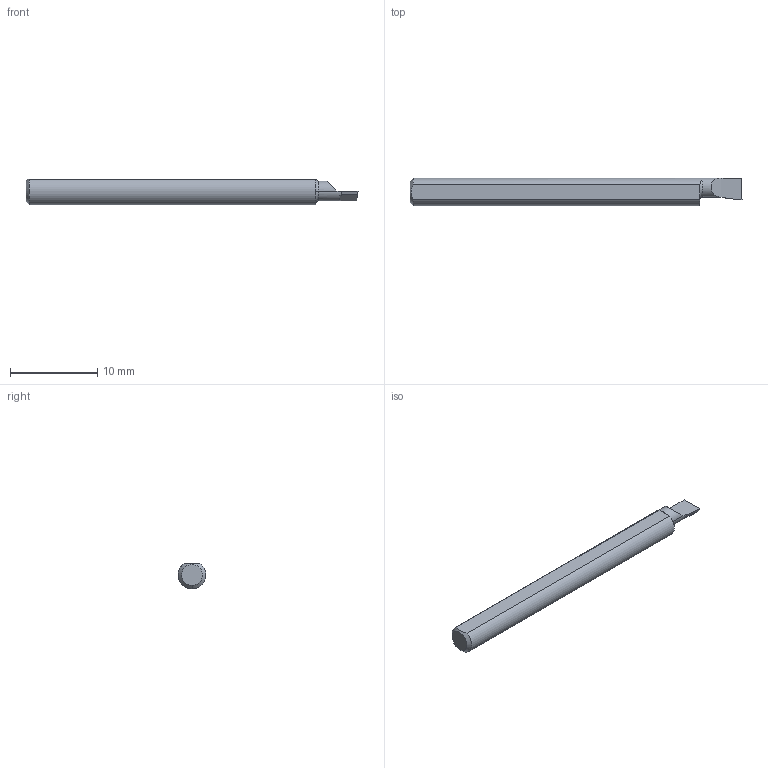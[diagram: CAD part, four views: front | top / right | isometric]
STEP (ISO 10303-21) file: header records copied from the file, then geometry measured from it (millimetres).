
FILE_DESCRIPTION (( 'STEP AP203' ), '1' );
FILE_NAME ('211839-LHB100150.STEP', '2024-08-22T21:21:53', ( '' ), ( '' ), 'SwSTEP 2.0', 'SolidWorks 2024', '' );
FILE_SCHEMA (( 'CONFIG_CONTROL_DESIGN' ));
Length unit declared in the file: inch
Products named in the file (1): 211839-LHB100150
Bounding box: 38.1 x 3.17 x 2.94 mm (x, y, z)
Volume: 265.2 mm3; surface area: 369.9 mm2
Topology: 1 solids, 1 shells, 19 faces, 49 edges, 32 vertices
Faces by surface type: plane 12, cylinder 3, torus 2, cone 2
Entity records: 681 total; most frequent: CARTESIAN_POINT 155, ORIENTED_EDGE 98, DIRECTION 89, EDGE_CURVE 49, VERTEX_POINT 32, AXIS2_PLACEMENT_3D 32, VECTOR 25, LINE 25
